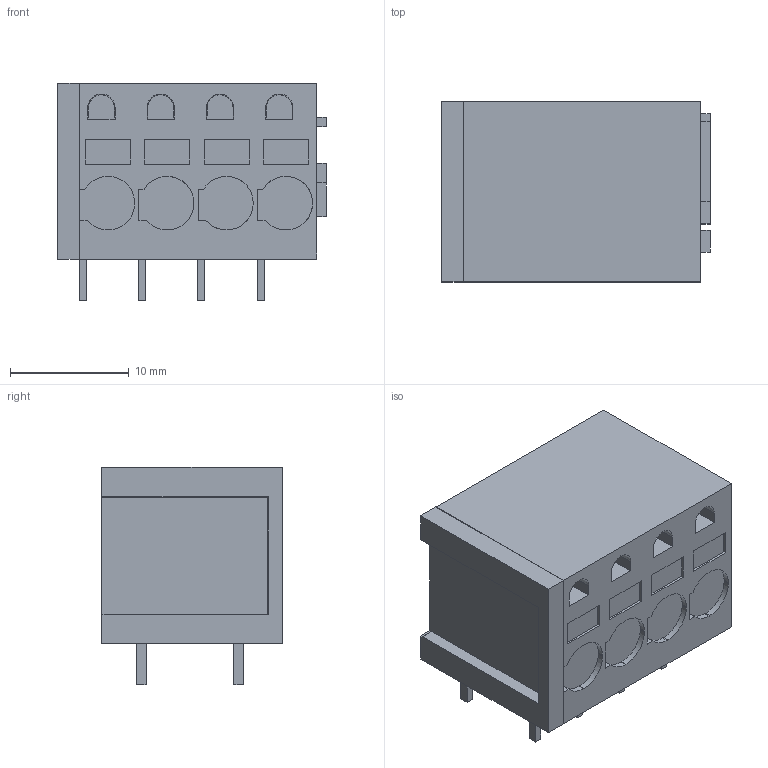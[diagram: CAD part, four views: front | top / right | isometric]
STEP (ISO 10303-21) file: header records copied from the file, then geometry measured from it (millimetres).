
FILE_DESCRIPTION(('CATIA V5 STEP Exchange','CAx-IF Rec.Pracs.--- Model Styling and Organization---1.4--- 2014-01-23'),'2;1');
FILE_NAME ('124976-3_1_1425310000_1425310000.stp','2022-08-10T10:48:50+00:00',('none'),('Weidmueller'),'CATIA Version 5-6 Release 2016 SP3 HF44','CATIA V5 STEP AP214','none');
FILE_SCHEMA(('AUTOMOTIVE_DESIGN { 1 0 10303 214 1 1 1 1 }'));
Length unit declared in the file: millimetre
Products named in the file (1): 1425310000
Bounding box: 22.63 x 15.2 x 18.3 mm (x, y, z)
Volume: 4713.7 mm3; surface area: 2566.9 mm2
Topology: 9 solids, 25 shells, 296 faces, 689 edges, 459 vertices
Faces by surface type: plane 232, cylinder 36, cone 12, bspline 8, extrusion 4, torus 4
Entity records: 9019 total; most frequent: CARTESIAN_POINT 2472, ORIENTED_EDGE 1378, DIRECTION 1139, EDGE_CURVE 689, VECTOR 541, LINE 537, VERTEX_POINT 459, AXIS2_PLACEMENT_3D 337
